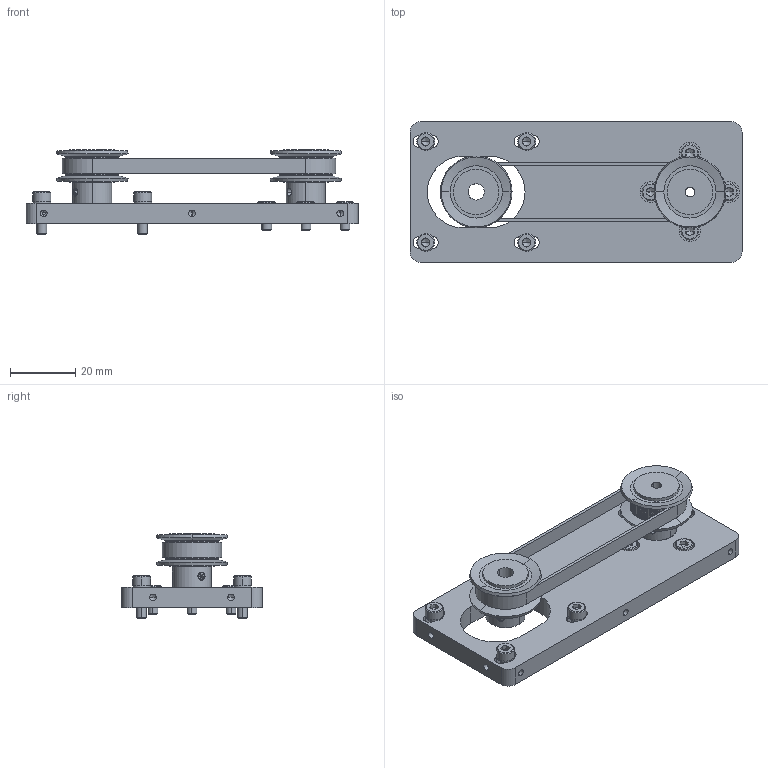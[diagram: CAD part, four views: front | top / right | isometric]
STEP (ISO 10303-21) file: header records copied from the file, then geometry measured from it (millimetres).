
FILE_DESCRIPTION (( 'STEP AP203' ), '1' );
FILE_NAME ('LAHP-N17-25WRPBKT.step', '2020-12-09T22:36:54', ( '' ), ( '' ), 'SwSTEP 2.0', 'SolidWorks 2019', '' );
FILE_SCHEMA (( 'CONFIG_CONTROL_DESIGN' ));
Length unit declared in the file: inch
Products named in the file (1): LAHP-N17-25WRPBKT
Bounding box: 102 x 43.18 x 25.91 mm (x, y, z)
Volume: 29637.3 mm3; surface area: 19463.6 mm2
Topology: 24 solids, 24 shells, 1089 faces, 2689 edges, 1642 vertices
Faces by surface type: cylinder 521, plane 436, cone 116, bspline 16
Entity records: 33135 total; most frequent: CARTESIAN_POINT 6488, DIRECTION 6078, ORIENTED_EDGE 5298, EDGE_CURVE 2649, AXIS2_PLACEMENT_3D 2392, VERTEX_POINT 1642, CIRCLE 1318, VECTOR 1294
